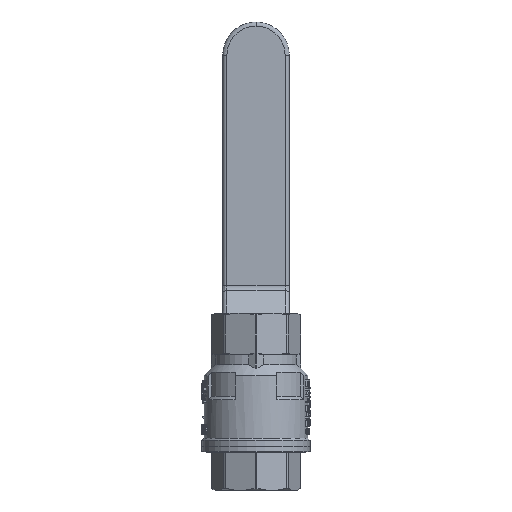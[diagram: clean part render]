
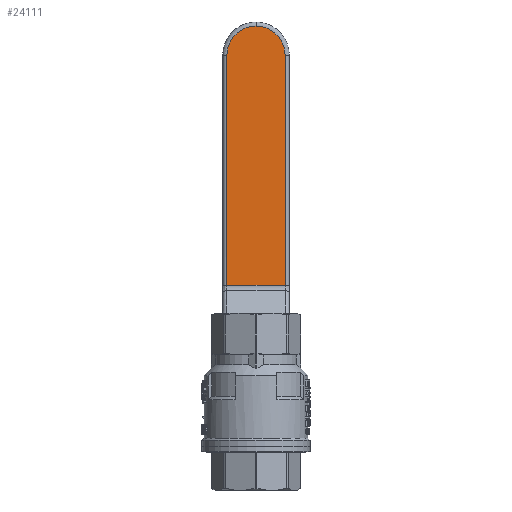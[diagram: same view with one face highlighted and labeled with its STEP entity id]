
A CAD part, front view. The second image highlights one B-rep face of the part: STEP entity #24111.
In plain terms, the highlighted planar face has unit normal (0, -1, 0).
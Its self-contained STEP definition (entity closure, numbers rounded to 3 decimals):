
#3315=LINE('',#46020,#4838);
#3316=LINE('',#46022,#4839);
#3317=LINE('',#46024,#4840);
#4838=VECTOR('',#35477,1000.);
#4839=VECTOR('',#35478,1000.);
#4840=VECTOR('',#35479,1000.);
#6011=PLANE('',#27506);
#13008=ORIENTED_EDGE('',*,*,#16859,.F.);
#13009=ORIENTED_EDGE('',*,*,#16860,.F.);
#13010=ORIENTED_EDGE('',*,*,#16861,.T.);
#13011=ORIENTED_EDGE('',*,*,#16862,.T.);
#13012=ORIENTED_EDGE('',*,*,#16863,.T.);
#16859=EDGE_CURVE('',#19372,#19373,#19804,.T.);
#16860=EDGE_CURVE('',#19374,#19372,#19805,.T.);
#16861=EDGE_CURVE('',#19374,#19375,#3315,.T.);
#16862=EDGE_CURVE('',#19375,#19376,#3316,.T.);
#16863=EDGE_CURVE('',#19376,#19373,#3317,.T.);
#19372=VERTEX_POINT('',#46016);
#19373=VERTEX_POINT('',#46017);
#19374=VERTEX_POINT('',#46019);
#19375=VERTEX_POINT('',#46021);
#19376=VERTEX_POINT('',#46023);
#19804=CIRCLE('',#27507,7.);
#19805=CIRCLE('',#27508,7.);
#21206=EDGE_LOOP('',(#13008,#13009,#13010,#13011,#13012));
#22654=FACE_BOUND('',#21206,.T.);
#24111=ADVANCED_FACE('',(#22654),#6011,.T.);
#27506=AXIS2_PLACEMENT_3D('',#46014,#35471,#35472);
#27507=AXIS2_PLACEMENT_3D('',#46015,#35473,#35474);
#27508=AXIS2_PLACEMENT_3D('',#46018,#35475,#35476);
#35471=DIRECTION('',(0.,-1.,0.));
#35472=DIRECTION('',(-1.,0.,0.));
#35473=DIRECTION('',(0.,1.,0.));
#35474=DIRECTION('',(1.,0.,0.));
#35475=DIRECTION('',(0.,1.,0.));
#35476=DIRECTION('',(0.,0.,1.));
#35477=DIRECTION('',(-1.,0.,0.));
#35478=DIRECTION('',(0.,0.,-1.));
#35479=DIRECTION('',(1.,0.,0.));
#46014=CARTESIAN_POINT('',(87.5,39.5,-14.));
#46015=CARTESIAN_POINT('',(79.5,39.5,-14.));
#46016=CARTESIAN_POINT('',(86.5,39.5,-14.));
#46017=CARTESIAN_POINT('',(79.5,39.5,-21.));
#46018=CARTESIAN_POINT('',(79.5,39.5,-14.));
#46019=CARTESIAN_POINT('',(79.5,39.5,-7.));
#46020=CARTESIAN_POINT('',(51.854,39.5,-7.));
#46021=CARTESIAN_POINT('',(24.207,39.5,-7.));
#46022=CARTESIAN_POINT('',(24.207,39.5,-14.));
#46023=CARTESIAN_POINT('',(24.207,39.5,-21.));
#46024=CARTESIAN_POINT('',(51.853,39.5,-21.));
